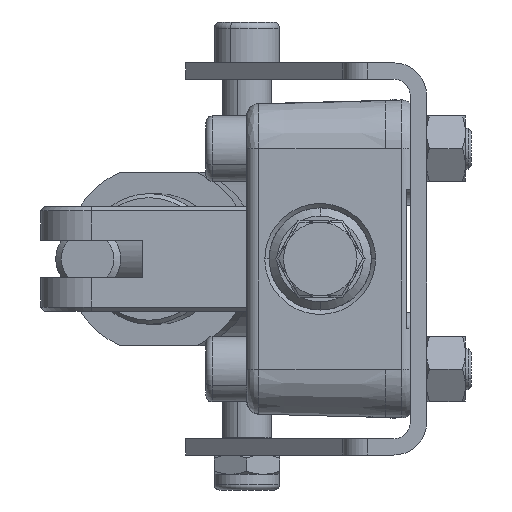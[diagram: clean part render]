
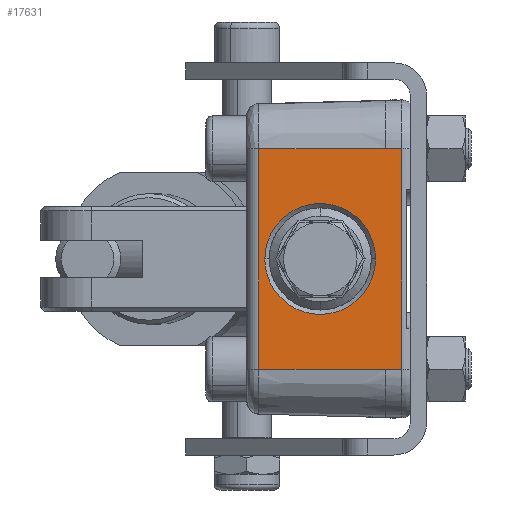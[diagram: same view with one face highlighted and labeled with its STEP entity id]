
A CAD part, left-side view. The second image highlights one B-rep face of the part: STEP entity #17631.
In plain terms, the highlighted planar face has unit normal (-1, 0.026, 0).
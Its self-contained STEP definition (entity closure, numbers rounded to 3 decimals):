
#117 = ORIENTED_EDGE ( 'NONE', *, *, #5714, .T. ) ;
#1038 = CARTESIAN_POINT ( 'NONE',  ( -97.443, 21.253, 13.554 ) ) ;
#1574 = ORIENTED_EDGE ( 'NONE', *, *, #37026, .T. ) ;
#2639 = DIRECTION ( 'NONE',  ( -0.026, -1., 0. ) ) ;
#3198 = DIRECTION ( 'NONE',  ( 0., 0., -1. ) ) ;
#3213 = VERTEX_POINT ( 'NONE', #3448 ) ;
#3448 = CARTESIAN_POINT ( 'NONE',  ( -97.003, 38.079, -27. ) ) ;
#3541 = CARTESIAN_POINT ( 'NONE',  ( -97.743, 9.826, -3.548 ) ) ;
#3721 = CARTESIAN_POINT ( 'NONE',  ( -97.113, 33.866, -8.329 ) ) ;
#4049 = VECTOR ( 'NONE', #55189, 1000. ) ;
#4505 = DIRECTION ( 'NONE',  ( 0.026, 1., 0. ) ) ;
#4867 = CARTESIAN_POINT ( 'NONE',  ( -97.752, 9.473, 0. ) ) ;
#5672 = CARTESIAN_POINT ( 'NONE',  ( -97.576, 16.201, 11.843 ) ) ;
#5714 = EDGE_CURVE ( 'NONE', #51366, #56803, #40686, .T. ) ;
#5970 = EDGE_CURVE ( 'NONE', #44746, #20165, #13663, .T. ) ;
#6619 = LINE ( 'NONE', #31830, #41812 ) ;
#6686 = EDGE_CURVE ( 'NONE', #10041, #51366, #42660, .T. ) ;
#7467 = VECTOR ( 'NONE', #28251, 1000. ) ;
#7743 = EDGE_CURVE ( 'NONE', #10443, #3213, #9954, .T. ) ;
#8150 = CARTESIAN_POINT ( 'NONE',  ( -97.752, 9.473, 0. ) ) ;
#8338 = CARTESIAN_POINT ( 'NONE',  ( -97.051, 36.228, -3.548 ) ) ;
#9767 = ORIENTED_EDGE ( 'NONE', *, *, #7743, .T. ) ;
#9954 = LINE ( 'NONE', #35295, #32972 ) ;
#10041 = VERTEX_POINT ( 'NONE', #26326 ) ;
#10262 = CARTESIAN_POINT ( 'NONE',  ( -97.681, 12.188, 8.329 ) ) ;
#10443 = VERTEX_POINT ( 'NONE', #29510 ) ;
#10683 = DIRECTION ( 'NONE',  ( -1., 0.026, 0. ) ) ;
#10928 = ORIENTED_EDGE ( 'NONE', *, *, #35638, .T. ) ;
#11997 = CARTESIAN_POINT ( 'NONE',  ( -97.817, 6.995, 27. ) ) ;
#12717 = CARTESIAN_POINT ( 'NONE',  ( -97.681, 12.188, -8.329 ) ) ;
#12904 = CARTESIAN_POINT ( 'NONE',  ( -97.042, 36.581, 0. ) ) ;
#13663 = B_SPLINE_CURVE_WITH_KNOTS ( 'NONE', 3,
 ( #8150, #35645, #3541, #40280, #12717, #44887, #17361, #49525, #22009, #54134, #26634, #58748, #31260, #3721, #35857, #8338, #40472, #12904 ),
 .UNSPECIFIED., .F., .F.,
 ( 4, 2, 2, 2, 2, 2, 2, 2, 4 ),
 ( 0., 0.005, 0.011, 0.016, 0.021, 0.027, 0.032, 0.037, 0.043 ),
 .UNSPECIFIED. ) ;
#14155 = VECTOR ( 'NONE', #2639, 1000. ) ;
#14678 = CARTESIAN_POINT ( 'NONE',  ( -97.051, 36.228, 3.548 ) ) ;
#14875 = CARTESIAN_POINT ( 'NONE',  ( -97.743, 9.826, 3.548 ) ) ;
#16043 = CARTESIAN_POINT ( 'NONE',  ( -97.919, 3.079, 27. ) ) ;
#16294 = B_SPLINE_CURVE_WITH_KNOTS ( 'NONE', 3,
 ( #37599, #42223, #14678, #46836, #19343, #51463, #23971, #56107, #28581, #1038, #33196, #5672, #37803, #10262, #42421, #14875, #47052, #19560 ),
 .UNSPECIFIED., .F., .F.,
 ( 4, 2, 2, 2, 2, 2, 2, 2, 4 ),
 ( 0., 0.005, 0.011, 0.016, 0.021, 0.027, 0.032, 0.037, 0.043 ),
 .UNSPECIFIED. ) ;
#17361 = CARTESIAN_POINT ( 'NONE',  ( -97.576, 16.201, -11.843 ) ) ;
#17631 = ADVANCED_FACE ( 'NONE', ( #19845, #56480 ), #19801, .T. ) ;
#19212 = ORIENTED_EDGE ( 'NONE', *, *, #5970, .T. ) ;
#19343 = CARTESIAN_POINT ( 'NONE',  ( -97.113, 33.866, 8.329 ) ) ;
#19560 = CARTESIAN_POINT ( 'NONE',  ( -97.752, 9.473, 0. ) ) ;
#19801 = PLANE ( 'NONE',  #54090 ) ;
#19845 = FACE_BOUND ( 'NONE', #55207, .T. ) ;
#20165 = VERTEX_POINT ( 'NONE', #59546 ) ;
#22009 = CARTESIAN_POINT ( 'NONE',  ( -97.443, 21.253, -13.554 ) ) ;
#22983 = EDGE_CURVE ( 'NONE', #56803, #33895, #25000, .T. ) ;
#23645 = CARTESIAN_POINT ( 'NONE',  ( -97.461, 20.579, -27. ) ) ;
#23971 = CARTESIAN_POINT ( 'NONE',  ( -97.218, 29.853, 11.843 ) ) ;
#25000 = LINE ( 'NONE', #36478, #46550 ) ;
#26097 = ORIENTED_EDGE ( 'NONE', *, *, #58944, .T. ) ;
#26326 = CARTESIAN_POINT ( 'NONE',  ( -97.817, 6.995, -27. ) ) ;
#26634 = CARTESIAN_POINT ( 'NONE',  ( -97.304, 26.574, -13.201 ) ) ;
#27699 = CARTESIAN_POINT ( 'NONE',  ( -97.919, 3.079, 0. ) ) ;
#28251 = DIRECTION ( 'NONE',  ( -0.026, -1., 0. ) ) ;
#28581 = CARTESIAN_POINT ( 'NONE',  ( -97.351, 24.801, 13.554 ) ) ;
#29510 = CARTESIAN_POINT ( 'NONE',  ( -97.003, 38.079, 27. ) ) ;
#31260 = CARTESIAN_POINT ( 'NONE',  ( -97.179, 31.356, -10.839 ) ) ;
#31830 = CARTESIAN_POINT ( 'NONE',  ( -97.412, 22.444, 27. ) ) ;
#32972 = VECTOR ( 'NONE', #3198, 1000. ) ;
#33196 = CARTESIAN_POINT ( 'NONE',  ( -97.49, 19.479, 13.201 ) ) ;
#33895 = VERTEX_POINT ( 'NONE', #11997 ) ;
#35295 = CARTESIAN_POINT ( 'NONE',  ( -97.003, 38.079, 0. ) ) ;
#35638 = EDGE_CURVE ( 'NONE', #3213, #10041, #50857, .T. ) ;
#35645 = CARTESIAN_POINT ( 'NONE',  ( -97.752, 9.473, -1.774 ) ) ;
#35857 = CARTESIAN_POINT ( 'NONE',  ( -97.087, 34.87, -6.826 ) ) ;
#36478 = CARTESIAN_POINT ( 'NONE',  ( -97.866, 5.106, 27. ) ) ;
#37026 = EDGE_CURVE ( 'NONE', #20165, #44746, #16294, .T. ) ;
#37501 = EDGE_LOOP ( 'NONE', ( #117, #41609, #26097, #9767, #10928, #56081 ) ) ;
#37599 = CARTESIAN_POINT ( 'NONE',  ( -97.042, 36.581, 0. ) ) ;
#37803 = CARTESIAN_POINT ( 'NONE',  ( -97.615, 14.698, 10.839 ) ) ;
#38235 = CARTESIAN_POINT ( 'NONE',  ( -97.003, 38.079, -27. ) ) ;
#40280 = CARTESIAN_POINT ( 'NONE',  ( -97.707, 11.184, -6.826 ) ) ;
#40472 = CARTESIAN_POINT ( 'NONE',  ( -97.042, 36.581, -1.774 ) ) ;
#40686 = LINE ( 'NONE', #27699, #4049 ) ;
#41104 = DIRECTION ( 'NONE',  ( 0.026, 1., 0. ) ) ;
#41609 = ORIENTED_EDGE ( 'NONE', *, *, #22983, .T. ) ;
#41812 = VECTOR ( 'NONE', #4505, 1000. ) ;
#42223 = CARTESIAN_POINT ( 'NONE',  ( -97.042, 36.581, 1.774 ) ) ;
#42421 = CARTESIAN_POINT ( 'NONE',  ( -97.707, 11.184, 6.826 ) ) ;
#42660 = LINE ( 'NONE', #23645, #7467 ) ;
#42848 = DIRECTION ( 'NONE',  ( -0.026, -1., 0. ) ) ;
#44072 = CARTESIAN_POINT ( 'NONE',  ( -97.919, 3.079, -27. ) ) ;
#44746 = VERTEX_POINT ( 'NONE', #4867 ) ;
#44887 = CARTESIAN_POINT ( 'NONE',  ( -97.615, 14.698, -10.839 ) ) ;
#46550 = VECTOR ( 'NONE', #41104, 1000. ) ;
#46836 = CARTESIAN_POINT ( 'NONE',  ( -97.087, 34.87, 6.826 ) ) ;
#47052 = CARTESIAN_POINT ( 'NONE',  ( -97.752, 9.473, 1.774 ) ) ;
#49525 = CARTESIAN_POINT ( 'NONE',  ( -97.49, 19.479, -13.201 ) ) ;
#50857 = LINE ( 'NONE', #57662, #14155 ) ;
#51366 = VERTEX_POINT ( 'NONE', #44072 ) ;
#51463 = CARTESIAN_POINT ( 'NONE',  ( -97.179, 31.356, 10.839 ) ) ;
#54090 = AXIS2_PLACEMENT_3D ( 'NONE', #38235, #10683, #42848 ) ;
#54134 = CARTESIAN_POINT ( 'NONE',  ( -97.351, 24.801, -13.554 ) ) ;
#55189 = DIRECTION ( 'NONE',  ( 0., 0., 1. ) ) ;
#55207 = EDGE_LOOP ( 'NONE', ( #1574, #19212 ) ) ;
#56081 = ORIENTED_EDGE ( 'NONE', *, *, #6686, .T. ) ;
#56107 = CARTESIAN_POINT ( 'NONE',  ( -97.304, 26.574, 13.201 ) ) ;
#56480 = FACE_OUTER_BOUND ( 'NONE', #37501, .T. ) ;
#56803 = VERTEX_POINT ( 'NONE', #16043 ) ;
#57662 = CARTESIAN_POINT ( 'NONE',  ( -97.461, 20.579, -27. ) ) ;
#58748 = CARTESIAN_POINT ( 'NONE',  ( -97.218, 29.853, -11.843 ) ) ;
#58944 = EDGE_CURVE ( 'NONE', #33895, #10443, #6619, .T. ) ;
#59546 = CARTESIAN_POINT ( 'NONE',  ( -97.042, 36.581, 0. ) ) ;
